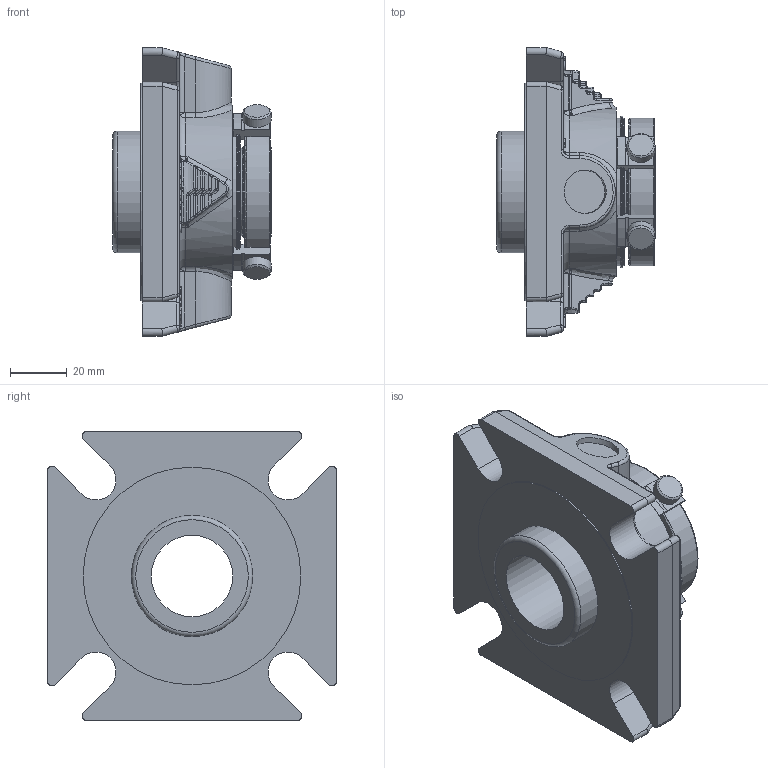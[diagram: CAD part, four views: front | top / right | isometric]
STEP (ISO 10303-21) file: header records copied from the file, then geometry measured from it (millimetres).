
FILE_DESCRIPTION(/* description */ ('Unknown'),/* implementation_level */ '2;1');
FILE_NAME(/* name */ '1.125SMSSANSISealArrangement',/* time_stamp */ '2023-05-23T15:36:08+01:00',/* author */ ('Unknown'),/* organization */ ('Unknown'),/* preprocessor_version */ 'ST-DEVELOPER v18.102',/* originating_system */ 'Solid Edge',/* authorisation */ 'Unknown');
FILE_SCHEMA (('PROCESS_PLANNING_SCHEMA','AUTOMOTIVE_DESIGN {1 0 10303 214 3 1 1}'));
Length unit declared in the file: millimetre
Products named in the file (1): 1.125 SMSS ANSI SEAL ARRANGEMENT
Bounding box: 55.73 x 101.35 x 101.35 mm (x, y, z)
Volume: 191897.1 mm3; surface area: 40765.4 mm2
Topology: 1 solids, 1 shells, 907 faces, 2299 edges, 1418 vertices
Faces by surface type: cylinder 286, plane 283, bspline 212, torus 72, sphere 32, cone 22
Full cylindrical faces by diameter (mm): 3.628 x2, 9.89 x4, 15.291 x2, 28.575 x1, 30.963 x1, 31.318 x1, 31.826 x1, 42.621 x1, 51.714 x3, 53.238 x1, 76.5 x1
Entity records: 36571 total; most frequent: CARTESIAN_POINT 9702, ORIENTED_EDGE 4480, DIRECTION 3922, EDGE_CURVE 2240, AXIS2_PLACEMENT_3D 1430, VERTEX_POINT 1410, LINE 1062, VECTOR 1062
